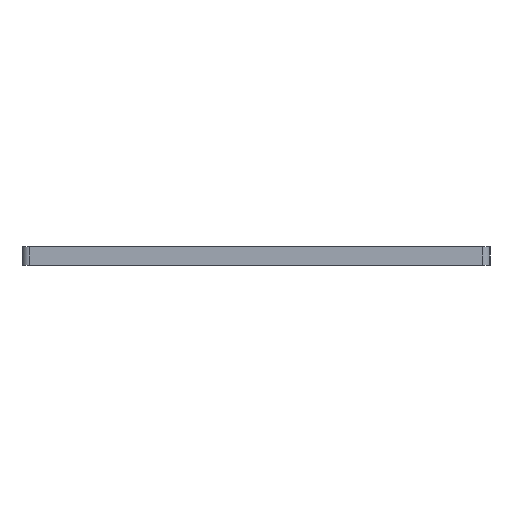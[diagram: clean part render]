
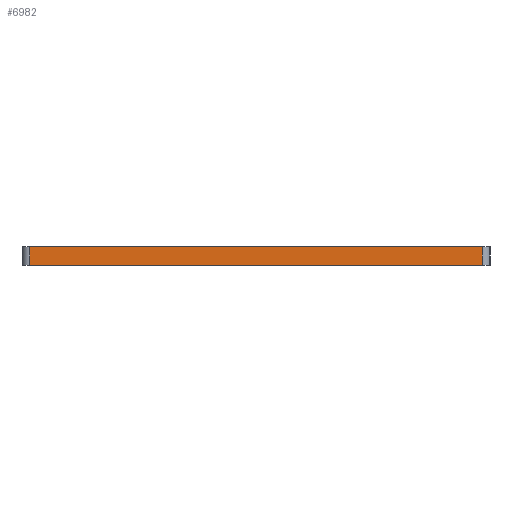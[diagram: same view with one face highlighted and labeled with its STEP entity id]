
A CAD part, left-side view. The second image highlights one B-rep face of the part: STEP entity #6982.
In plain terms, the highlighted planar face has unit normal (-1, 0, 0).
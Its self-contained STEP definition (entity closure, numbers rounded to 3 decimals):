
#756=CARTESIAN_POINT('',(-94.925,-36.675,11.));
#757=VERTEX_POINT('',#756);
#765=CARTESIAN_POINT('',(-94.925,36.675,11.));
#766=VERTEX_POINT('',#765);
#767=CARTESIAN_POINT('',(-94.925,36.675,11.));
#768=DIRECTION('',(0.,-1.,-0.));
#769=VECTOR('',#768,73.35);
#770=LINE('',#767,#769);
#771=EDGE_CURVE('',#766,#757,#770,.T.);
#6644=CARTESIAN_POINT('',(-94.925,36.675,14.));
#6645=VERTEX_POINT('',#6644);
#6653=CARTESIAN_POINT('',(-94.925,-36.675,14.));
#6654=VERTEX_POINT('',#6653);
#6655=CARTESIAN_POINT('',(-94.925,36.675,14.));
#6656=DIRECTION('',(0.,-1.,-0.));
#6657=VECTOR('',#6656,73.35);
#6658=LINE('',#6655,#6657);
#6659=EDGE_CURVE('',#6645,#6654,#6658,.T.);
#6961=CARTESIAN_POINT('',(-94.925,-0.,14.));
#6962=DIRECTION('',(1.,0.,-0.));
#6963=DIRECTION('',(-0.,1.,0.));
#6964=AXIS2_PLACEMENT_3D('',#6961,#6962,#6963);
#6965=PLANE('',#6964);
#6966=ORIENTED_EDGE('',*,*,#6659,.F.);
#6967=CARTESIAN_POINT('',(-94.925,36.675,14.));
#6968=DIRECTION('',(-0.,-0.,-1.));
#6969=VECTOR('',#6968,3.);
#6970=LINE('',#6967,#6969);
#6971=EDGE_CURVE('',#6645,#766,#6970,.T.);
#6972=ORIENTED_EDGE('',*,*,#6971,.T.);
#6973=ORIENTED_EDGE('',*,*,#771,.T.);
#6974=CARTESIAN_POINT('',(-94.925,-36.675,11.));
#6975=DIRECTION('',(0.,0.,1.));
#6976=VECTOR('',#6975,3.);
#6977=LINE('',#6974,#6976);
#6978=EDGE_CURVE('',#757,#6654,#6977,.T.);
#6979=ORIENTED_EDGE('',*,*,#6978,.T.);
#6980=EDGE_LOOP('',(#6966,#6972,#6973,#6979));
#6981=FACE_BOUND('',#6980,.T.);
#6982=ADVANCED_FACE('',(#6981),#6965,.F.);
